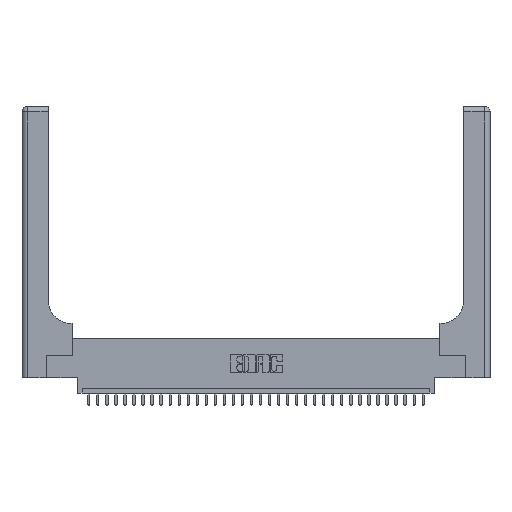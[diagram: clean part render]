
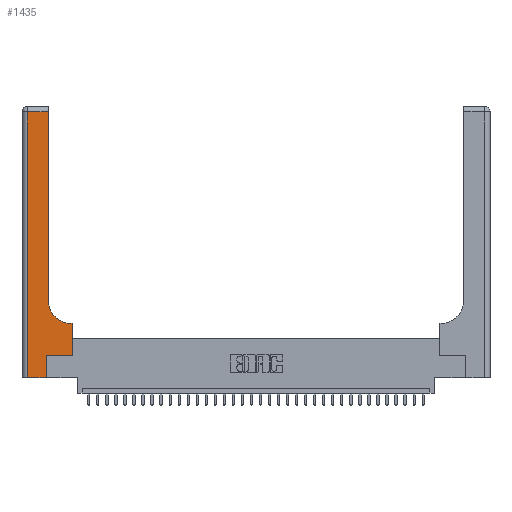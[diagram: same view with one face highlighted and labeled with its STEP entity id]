
A CAD part, top view. The second image highlights one B-rep face of the part: STEP entity #1435.
In plain terms, the highlighted planar face has unit normal (0, 0, 1).
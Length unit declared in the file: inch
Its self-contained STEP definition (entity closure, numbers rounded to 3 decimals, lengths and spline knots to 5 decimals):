
#53 = ORIENTED_EDGE ( 'NONE', *, *, #23483, .T. ) ;
#380 = LINE ( 'NONE', #19628, #32033 ) ;
#542 = CARTESIAN_POINT ( 'NONE',  ( 0.06, 0., 0.37 ) ) ;
#669 = CARTESIAN_POINT ( 'NONE',  ( 0., 3., 0.37 ) ) ;
#912 = EDGE_CURVE ( 'NONE', #1692, #29626, #4331, .T. ) ;
#949 = CARTESIAN_POINT ( 'NONE',  ( 0.5415, 0.6, 0.37 ) ) ;
#1023 = EDGE_LOOP ( 'NONE', ( #33227, #27470, #53, #26018, #2927, #15745, #17740, #22521, #14780 ) ) ;
#1102 = EDGE_CURVE ( 'NONE', #29626, #26492, #25077, .T. ) ;
#1435 = ADVANCED_FACE ( 'NONE', ( #15572 ), #29872, .F. ) ;
#1480 = EDGE_CURVE ( 'NONE', #14147, #7417, #33424, .T. ) ;
#1692 = VERTEX_POINT ( 'NONE', #28274 ) ;
#2017 = DIRECTION ( 'NONE',  ( 1., 0., 0. ) ) ;
#2048 = EDGE_CURVE ( 'NONE', #23201, #26530, #20096, .T. ) ;
#2628 = EDGE_CURVE ( 'NONE', #14122, #1692, #7577, .T. ) ;
#2705 = CARTESIAN_POINT ( 'NONE',  ( 0.5415, 0.85, 0.37 ) ) ;
#2830 = EDGE_CURVE ( 'NONE', #12826, #14147, #25428, .T. ) ;
#2927 = ORIENTED_EDGE ( 'NONE', *, *, #1480, .T. ) ;
#4048 = CARTESIAN_POINT ( 'NONE',  ( 0., 0., 0.37 ) ) ;
#4331 = LINE ( 'NONE', #20703, #11795 ) ;
#7391 = CARTESIAN_POINT ( 'NONE',  ( 0.269, 0., 0.37 ) ) ;
#7417 = VERTEX_POINT ( 'NONE', #26152 ) ;
#7577 = CIRCLE ( 'NONE', #17762, 0.25 ) ;
#8169 = CARTESIAN_POINT ( 'NONE',  ( 0., 2.94, 0.37 ) ) ;
#8458 = DIRECTION ( 'NONE',  ( -1., 0., 0. ) ) ;
#9185 = CARTESIAN_POINT ( 'NONE',  ( 0.5585, 0.25, 0.37 ) ) ;
#9470 = CARTESIAN_POINT ( 'NONE',  ( 0.06, 3., 0.37 ) ) ;
#10738 = DIRECTION ( 'NONE',  ( 0., 1., 0. ) ) ;
#11795 = VECTOR ( 'NONE', #28250, 39.37008 ) ;
#12091 = DIRECTION ( 'NONE',  ( 1., 0., 0. ) ) ;
#12826 = VERTEX_POINT ( 'NONE', #542 ) ;
#14122 = VERTEX_POINT ( 'NONE', #949 ) ;
#14147 = VERTEX_POINT ( 'NONE', #7391 ) ;
#14710 = EDGE_CURVE ( 'NONE', #7417, #23201, #380, .T. ) ;
#14780 = ORIENTED_EDGE ( 'NONE', *, *, #2628, .T. ) ;
#15528 = DIRECTION ( 'NONE',  ( -1., 0., 0. ) ) ;
#15572 = FACE_OUTER_BOUND ( 'NONE', #1023, .T. ) ;
#15745 = ORIENTED_EDGE ( 'NONE', *, *, #14710, .T. ) ;
#17740 = ORIENTED_EDGE ( 'NONE', *, *, #2048, .T. ) ;
#17762 = AXIS2_PLACEMENT_3D ( 'NONE', #2705, #18302, #31775 ) ;
#18302 = DIRECTION ( 'NONE',  ( 0., 0., -1. ) ) ;
#19628 = CARTESIAN_POINT ( 'NONE',  ( 0.269, 0.25, 0.37 ) ) ;
#20096 = LINE ( 'NONE', #9185, #21339 ) ;
#20117 = VECTOR ( 'NONE', #28089, 39.37008 ) ;
#20352 = CARTESIAN_POINT ( 'NONE',  ( 0.2915, 0.6, 0.37 ) ) ;
#20703 = CARTESIAN_POINT ( 'NONE',  ( 0.2915, 3., 0.37 ) ) ;
#21339 = VECTOR ( 'NONE', #28137, 39.37008 ) ;
#21396 = CARTESIAN_POINT ( 'NONE',  ( 0.5585, 0.6, 0.37 ) ) ;
#22206 = VECTOR ( 'NONE', #15528, 39.37008 ) ;
#22275 = CARTESIAN_POINT ( 'NONE',  ( 0.5585, 0.25, 0.37 ) ) ;
#22515 = CARTESIAN_POINT ( 'NONE',  ( 0.2915, 2.94, 0.37 ) ) ;
#22521 = ORIENTED_EDGE ( 'NONE', *, *, #31401, .T. ) ;
#22584 = VECTOR ( 'NONE', #10738, 39.37008 ) ;
#23201 = VERTEX_POINT ( 'NONE', #22275 ) ;
#23483 = EDGE_CURVE ( 'NONE', #26492, #12826, #31774, .T. ) ;
#23732 = CARTESIAN_POINT ( 'NONE',  ( 0.06, 2.94, 0.37 ) ) ;
#24203 = DIRECTION ( 'NONE',  ( -1., 0., 0. ) ) ;
#25077 = LINE ( 'NONE', #8169, #34313 ) ;
#25428 = LINE ( 'NONE', #4048, #32058 ) ;
#26018 = ORIENTED_EDGE ( 'NONE', *, *, #2830, .T. ) ;
#26152 = CARTESIAN_POINT ( 'NONE',  ( 0.269, 0.25, 0.37 ) ) ;
#26492 = VERTEX_POINT ( 'NONE', #23732 ) ;
#26530 = VERTEX_POINT ( 'NONE', #21396 ) ;
#27470 = ORIENTED_EDGE ( 'NONE', *, *, #1102, .T. ) ;
#28089 = DIRECTION ( 'NONE',  ( 0., -1., 0. ) ) ;
#28137 = DIRECTION ( 'NONE',  ( 0., 1., 0. ) ) ;
#28250 = DIRECTION ( 'NONE',  ( 0., 1., 0. ) ) ;
#28274 = CARTESIAN_POINT ( 'NONE',  ( 0.2915, 0.85, 0.37 ) ) ;
#29302 = LINE ( 'NONE', #20352, #22206 ) ;
#29626 = VERTEX_POINT ( 'NONE', #22515 ) ;
#29872 = PLANE ( 'NONE',  #34249 ) ;
#29989 = DIRECTION ( 'NONE',  ( 0., 0., -1. ) ) ;
#31401 = EDGE_CURVE ( 'NONE', #26530, #14122, #29302, .T. ) ;
#31774 = LINE ( 'NONE', #9470, #20117 ) ;
#31775 = DIRECTION ( 'NONE',  ( 1., 0., 0. ) ) ;
#32033 = VECTOR ( 'NONE', #2017, 39.37008 ) ;
#32058 = VECTOR ( 'NONE', #12091, 39.37008 ) ;
#32471 = CARTESIAN_POINT ( 'NONE',  ( 0.269, 0., 0.37 ) ) ;
#33227 = ORIENTED_EDGE ( 'NONE', *, *, #912, .T. ) ;
#33424 = LINE ( 'NONE', #32471, #22584 ) ;
#34249 = AXIS2_PLACEMENT_3D ( 'NONE', #669, #29989, #8458 ) ;
#34313 = VECTOR ( 'NONE', #24203, 39.37008 ) ;
